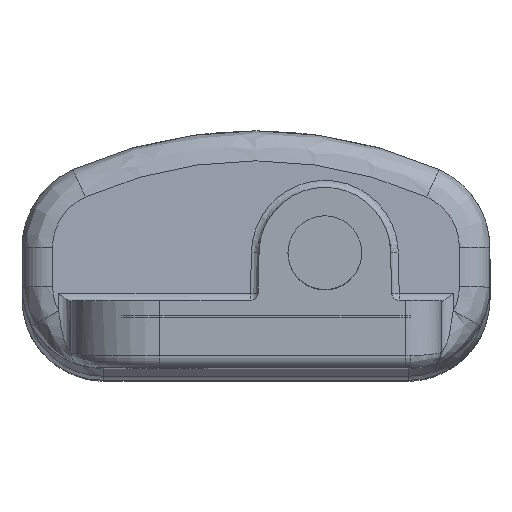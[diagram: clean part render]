
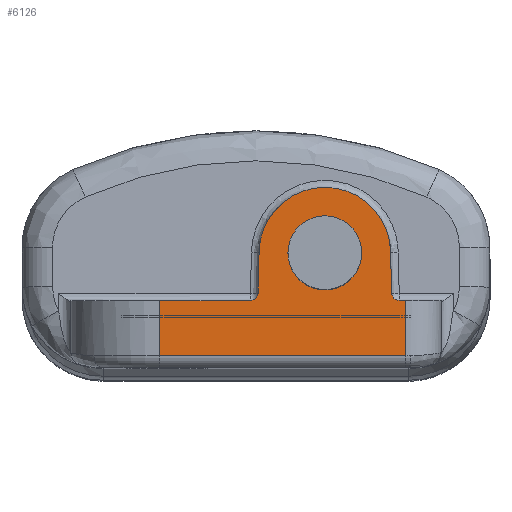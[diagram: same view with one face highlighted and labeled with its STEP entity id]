
A CAD part, top view. The second image highlights one B-rep face of the part: STEP entity #6126.
In plain terms, the highlighted planar face has unit normal (0, 0, 1).
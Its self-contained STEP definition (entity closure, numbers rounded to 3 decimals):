
#2046=DIRECTION('',(0.,-1.,0.));
#2047=VECTOR('',#2046,3.6);
#2048=CARTESIAN_POINT('',(-6.3,-0.1,36.8));
#2049=LINE('',#2048,#2047);
#2050=DIRECTION('',(-1.,0.,0.));
#2051=VECTOR('',#2050,5.936);
#2052=CARTESIAN_POINT('',(-0.364,-0.1,36.8));
#2053=LINE('',#2052,#2051);
#2054=DIRECTION('',(-0.024,-1.,0.));
#2055=VECTOR('',#2054,2.716);
#2056=CARTESIAN_POINT('',(0.201,3.104,36.8));
#2057=LINE('',#2056,#2055);
#2058=CARTESIAN_POINT('',(4.5,3.,36.8));
#2059=DIRECTION('',(0.,0.,1.));
#2060=DIRECTION('',(1.,0.024,0.));
#2061=AXIS2_PLACEMENT_3D('',#2058,#2059,#2060);
#2063=DIRECTION('',(-0.024,1.,0.));
#2064=VECTOR('',#2063,2.716);
#2065=CARTESIAN_POINT('',(8.864,0.388,36.8));
#2066=LINE('',#2065,#2064);
#2067=DIRECTION('',(-1.,0.,0.));
#2068=VECTOR('',#2067,0.436);
#2069=CARTESIAN_POINT('',(9.8,-0.1,36.8));
#2070=LINE('',#2069,#2068);
#2071=DIRECTION('',(0.,1.,0.));
#2072=VECTOR('',#2071,3.6);
#2073=CARTESIAN_POINT('',(9.8,-3.7,36.8));
#2074=LINE('',#2073,#2072);
#2075=DIRECTION('',(1.,0.,0.));
#2076=VECTOR('',#2075,16.1);
#2077=CARTESIAN_POINT('',(-6.3,-3.7,36.8));
#2078=LINE('',#2077,#2076);
#2079=CARTESIAN_POINT('',(4.5,3.,36.8));
#2080=DIRECTION('',(0.,0.,1.));
#2081=DIRECTION('',(0.,-1.,0.));
#2082=AXIS2_PLACEMENT_3D('',#2079,#2080,#2081);
#2084=CARTESIAN_POINT('',(4.5,3.,36.8));
#2085=DIRECTION('',(0.,0.,1.));
#2086=DIRECTION('',(0.,1.,0.));
#2087=AXIS2_PLACEMENT_3D('',#2084,#2085,#2086);
#2172=CARTESIAN_POINT('',(-0.364,0.4,36.8));
#2173=DIRECTION('',(0.,0.,-1.));
#2174=DIRECTION('',(1.,-0.024,0.));
#2175=AXIS2_PLACEMENT_3D('',#2172,#2173,#2174);
#2265=CARTESIAN_POINT('',(9.364,0.4,36.8));
#2266=DIRECTION('',(0.,0.,-1.));
#2267=DIRECTION('',(0.,-1.,0.));
#2268=AXIS2_PLACEMENT_3D('',#2265,#2266,#2267);
#2527=CARTESIAN_POINT('',(8.799,3.104,36.8));
#2528=CARTESIAN_POINT('',(0.201,3.104,36.8));
#2529=VERTEX_POINT('',#2527);
#2530=VERTEX_POINT('',#2528);
#2532=CARTESIAN_POINT('',(-6.3,-0.1,36.8));
#2534=VERTEX_POINT('',#2532);
#2535=CARTESIAN_POINT('',(9.8,-0.1,36.8));
#2537=VERTEX_POINT('',#2535);
#2539=CARTESIAN_POINT('',(-6.3,-3.7,36.8));
#2540=VERTEX_POINT('',#2539);
#2541=CARTESIAN_POINT('',(9.8,-3.7,36.8));
#2543=VERTEX_POINT('',#2541);
#2647=CARTESIAN_POINT('',(0.136,0.388,36.8));
#2648=VERTEX_POINT('',#2647);
#2649=CARTESIAN_POINT('',(8.864,0.388,36.8));
#2650=VERTEX_POINT('',#2649);
#2651=CARTESIAN_POINT('',(-0.364,-0.1,36.8));
#2652=VERTEX_POINT('',#2651);
#2653=CARTESIAN_POINT('',(9.364,-0.1,36.8));
#2654=VERTEX_POINT('',#2653);
#2712=CARTESIAN_POINT('',(4.5,0.59,36.8));
#2713=CARTESIAN_POINT('',(4.5,5.41,36.8));
#2714=VERTEX_POINT('',#2712);
#2715=VERTEX_POINT('',#2713);
#6096=CARTESIAN_POINT('',(0.,-2.5,36.8));
#6097=DIRECTION('',(0.,0.,1.));
#6098=DIRECTION('',(1.,0.,0.));
#6099=AXIS2_PLACEMENT_3D('',#6096,#6097,#6098);
#6100=PLANE('',#6099);
#6102=ORIENTED_EDGE('',*,*,#6101,.F.);
#6104=ORIENTED_EDGE('',*,*,#6103,.F.);
#6106=ORIENTED_EDGE('',*,*,#6105,.F.);
#6108=ORIENTED_EDGE('',*,*,#6107,.F.);
#6110=ORIENTED_EDGE('',*,*,#6109,.F.);
#6112=ORIENTED_EDGE('',*,*,#6111,.F.);
#6114=ORIENTED_EDGE('',*,*,#6113,.F.);
#6115=ORIENTED_EDGE('',*,*,#5695,.F.);
#6116=ORIENTED_EDGE('',*,*,#6060,.F.);
#6117=ORIENTED_EDGE('',*,*,#6087,.F.);
#6118=EDGE_LOOP('',(#6102,#6104,#6106,#6108,#6110,#6112,#6114,#6115,#6116,
#6117));
#6119=FACE_OUTER_BOUND('',#6118,.F.);
#6121=ORIENTED_EDGE('',*,*,#6120,.T.);
#6123=ORIENTED_EDGE('',*,*,#6122,.T.);
#6124=EDGE_LOOP('',(#6121,#6123));
#6125=FACE_BOUND('',#6124,.F.);
#6126=ADVANCED_FACE('',(#6119,#6125),#6100,.T.);
#2062=CIRCLE('',#2061,4.3);
#2083=CIRCLE('',#2082,2.41);
#2088=CIRCLE('',#2087,2.41);
#2176=CIRCLE('',#2175,0.5);
#2269=CIRCLE('',#2268,0.5);
#5695=EDGE_CURVE('',#2537,#2654,#2070,.T.);
#6060=EDGE_CURVE('',#2543,#2537,#2074,.T.);
#6087=EDGE_CURVE('',#2540,#2543,#2078,.T.);
#6101=EDGE_CURVE('',#2534,#2540,#2049,.T.);
#6103=EDGE_CURVE('',#2652,#2534,#2053,.T.);
#6105=EDGE_CURVE('',#2648,#2652,#2176,.T.);
#6107=EDGE_CURVE('',#2530,#2648,#2057,.T.);
#6109=EDGE_CURVE('',#2529,#2530,#2062,.T.);
#6111=EDGE_CURVE('',#2650,#2529,#2066,.T.);
#6113=EDGE_CURVE('',#2654,#2650,#2269,.T.);
#6120=EDGE_CURVE('',#2714,#2715,#2083,.T.);
#6122=EDGE_CURVE('',#2715,#2714,#2088,.T.);
